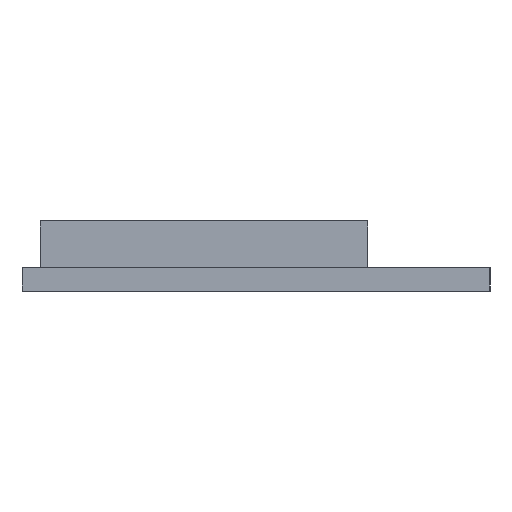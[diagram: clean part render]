
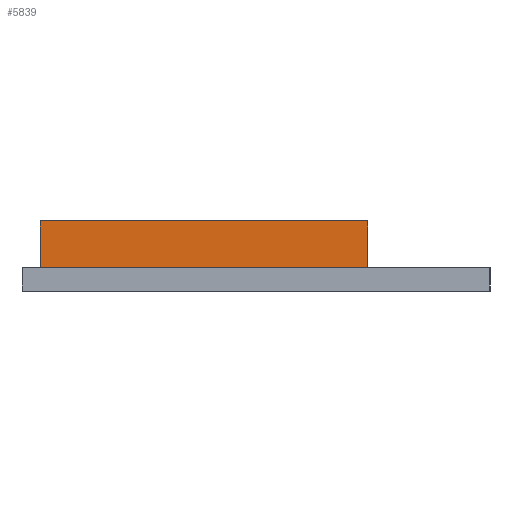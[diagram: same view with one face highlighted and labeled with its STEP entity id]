
A CAD part, left-side view. The second image highlights one B-rep face of the part: STEP entity #5839.
In plain terms, the highlighted planar face has unit normal (-1, 0, 0).
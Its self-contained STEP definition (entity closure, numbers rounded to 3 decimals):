
#613=FACE_OUTER_BOUND('',#954,.T.);
#954=EDGE_LOOP('',(#3903,#3904,#3905,#3906));
#1332=LINE('',#7230,#1864);
#1340=LINE('',#7245,#1872);
#1341=LINE('',#7247,#1873);
#1342=LINE('',#7248,#1874);
#1864=VECTOR('',#6374,10.);
#1872=VECTOR('',#6386,10.);
#1873=VECTOR('',#6389,10.);
#1874=VECTOR('',#6390,10.);
#2391=VERTEX_POINT('',#7226);
#2393=VERTEX_POINT('',#7229);
#2397=VERTEX_POINT('',#7241);
#2398=VERTEX_POINT('',#7243);
#2988=EDGE_CURVE('',#2391,#2393,#1332,.T.);
#2996=EDGE_CURVE('',#2397,#2398,#1340,.T.);
#2997=EDGE_CURVE('',#2397,#2391,#1341,.T.);
#2998=EDGE_CURVE('',#2393,#2398,#1342,.T.);
#3903=ORIENTED_EDGE('',*,*,#2997,.F.);
#3904=ORIENTED_EDGE('',*,*,#2996,.T.);
#3905=ORIENTED_EDGE('',*,*,#2998,.F.);
#3906=ORIENTED_EDGE('',*,*,#2988,.F.);
#5682=PLANE('',#6196);
#5839=ADVANCED_FACE('',(#613),#5682,.T.);
#6196=AXIS2_PLACEMENT_3D('',#7246,#6387,#6388);
#6374=DIRECTION('',(0.,0.,1.));
#6386=DIRECTION('',(0.,0.,1.));
#6387=DIRECTION('center_axis',(-1.,0.,0.));
#6388=DIRECTION('ref_axis',(0.,-1.,0.));
#6389=DIRECTION('',(0.,1.,0.));
#6390=DIRECTION('',(0.,-1.,0.));
#7226=CARTESIAN_POINT('',(0.347,38.452,2.));
#7229=CARTESIAN_POINT('',(0.347,38.452,6.));
#7230=CARTESIAN_POINT('',(0.347,38.452,2.));
#7241=CARTESIAN_POINT('',(0.347,10.452,2.));
#7243=CARTESIAN_POINT('',(0.347,10.452,6.));
#7245=CARTESIAN_POINT('',(0.347,10.452,2.));
#7246=CARTESIAN_POINT('Origin',(0.347,38.452,2.));
#7247=CARTESIAN_POINT('',(0.347,31.452,2.));
#7248=CARTESIAN_POINT('',(0.347,31.452,6.));
